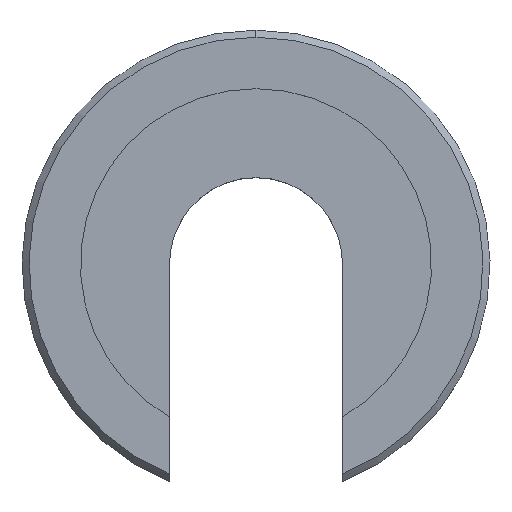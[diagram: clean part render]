
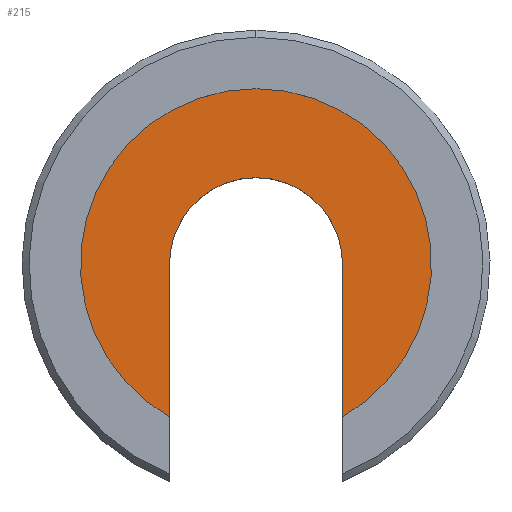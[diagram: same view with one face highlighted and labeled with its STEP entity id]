
A CAD part, top view. The second image highlights one B-rep face of the part: STEP entity #215.
In plain terms, the highlighted planar face has unit normal (0, 0, 1).
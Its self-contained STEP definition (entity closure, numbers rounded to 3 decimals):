
#99=VERTEX_POINT('',#258);
#111=EDGE_CURVE('',#99,#147,#271,.T.);
#133=EDGE_CURVE('',#231,#147,#295,.T.);
#135=EDGE_CURVE('',#167,#205,#297,.T.);
#141=EDGE_CURVE('',#167,#99,#303,.T.);
#147=VERTEX_POINT('',#309);
#167=VERTEX_POINT('',#330);
#203=EDGE_CURVE('',#205,#231,#369,.T.);
#205=VERTEX_POINT('',#371);
#215=ADVANCED_FACE('',(#382),#383,.T.);
#231=VERTEX_POINT('',#403);
#258=CARTESIAN_POINT('',(0.,37.5,17.5));
#271=CIRCLE('',#440,37.5);
#295=LINE('',#474,#475);
#297=LINE('',#478,#479);
#303=CIRCLE('',#488,37.5);
#309=CARTESIAN_POINT('',(18.5,-32.619,17.5));
#330=CARTESIAN_POINT('',(-18.5,-32.619,17.5));
#369=CIRCLE('',#601,18.5);
#371=CARTESIAN_POINT('',(-18.5,0.,17.5));
#382=FACE_OUTER_BOUND('',#616,.T.);
#383=PLANE('',#617);
#403=CARTESIAN_POINT('',(18.5,0.,17.5));
#440=AXIS2_PLACEMENT_3D('',#685,#686,#687);
#474=CARTESIAN_POINT('',(18.5,9.375,17.5));
#475=VECTOR('',#716,1.0);
#478=CARTESIAN_POINT('',(-18.5,-15.625,17.5));
#479=VECTOR('',#717,1.0);
#488=AXIS2_PLACEMENT_3D('',#719,#720,#721);
#601=AXIS2_PLACEMENT_3D('',#776,#777,#778);
#616=EDGE_LOOP('',(#789,#790,#791,#792,#793));
#617=AXIS2_PLACEMENT_3D('',#794,#795,#796);
#685=CARTESIAN_POINT('',(0.,0.0,17.5));
#686=DIRECTION('',(0.0,0.0,-1.0));
#687=DIRECTION('',(0.,1.0,0.0));
#716=DIRECTION('',(0.,-1.0,0.0));
#717=DIRECTION('',(0.,1.0,0.0));
#719=CARTESIAN_POINT('',(0.,0.0,17.5));
#720=DIRECTION('',(0.0,0.0,-1.0));
#721=DIRECTION('',(0.,1.0,0.0));
#776=CARTESIAN_POINT('',(0.,0.,17.5));
#777=DIRECTION('',(0.0,0.0,-1.0));
#778=DIRECTION('',(-1.0,0.,0.0));
#789=ORIENTED_EDGE('',*,*,#133,.T.);
#790=ORIENTED_EDGE('',*,*,#111,.F.);
#791=ORIENTED_EDGE('',*,*,#141,.F.);
#792=ORIENTED_EDGE('',*,*,#135,.T.);
#793=ORIENTED_EDGE('',*,*,#203,.T.);
#794=CARTESIAN_POINT('',(0.,18.75,17.5));
#795=DIRECTION('',(0.0,-0.0,1.0));
#796=DIRECTION('',(0.,1.0,0.0));
